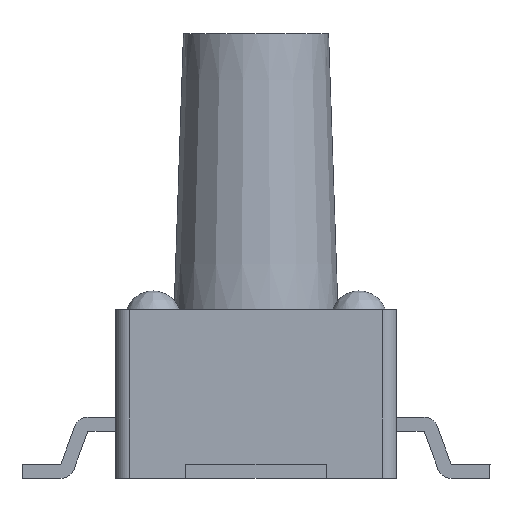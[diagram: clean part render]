
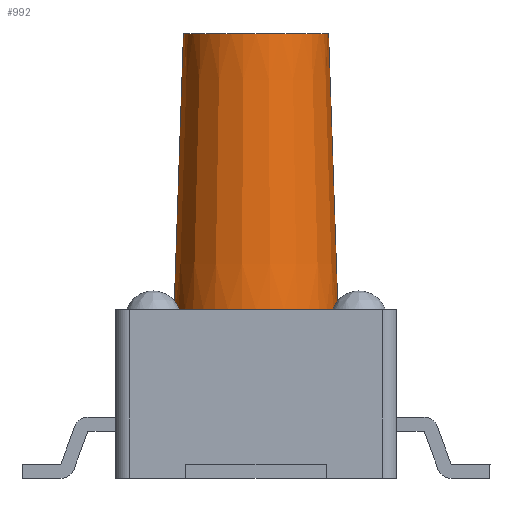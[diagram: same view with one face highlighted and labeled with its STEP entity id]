
A CAD part, left-side view. The second image highlights one B-rep face of the part: STEP entity #992.
In plain terms, the highlighted conical face has half-angle 1.941 degrees and reference radius 1.55 mm.
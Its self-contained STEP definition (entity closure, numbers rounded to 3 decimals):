
#63 = ORIENTED_EDGE ( 'NONE', *, *, #2317, .F. ) ;
#70 = DIRECTION ( 'NONE',  ( 0., -0.034, -0.999 ) ) ;
#84 = CIRCLE ( 'NONE', #484, 1.75 ) ;
#134 = CARTESIAN_POINT ( 'NONE',  ( 0., 1.75, 0. ) ) ;
#190 = AXIS2_PLACEMENT_3D ( 'NONE', #2728, #837, #414 ) ;
#272 = CARTESIAN_POINT ( 'NONE',  ( 0., 0., 5.9 ) ) ;
#381 = CARTESIAN_POINT ( 'NONE',  ( 0., 0., 0. ) ) ;
#414 = DIRECTION ( 'NONE',  ( 0., 1., 0. ) ) ;
#484 = AXIS2_PLACEMENT_3D ( 'NONE', #381, #2190, #1265 ) ;
#503 = FACE_OUTER_BOUND ( 'NONE', #2730, .T. ) ;
#508 = CARTESIAN_POINT ( 'NONE',  ( 0., 1.55, 5.9 ) ) ;
#539 = AXIS2_PLACEMENT_3D ( 'NONE', #272, #1411, #2791 ) ;
#540 = EDGE_CURVE ( 'NONE', #648, #2656, #976, .T. ) ;
#552 = ORIENTED_EDGE ( 'NONE', *, *, #1981, .T. ) ;
#611 = ORIENTED_EDGE ( 'NONE', *, *, #2462, .F. ) ;
#648 = VERTEX_POINT ( 'NONE', #2202 ) ;
#837 = DIRECTION ( 'NONE',  ( 0., 0., 1. ) ) ;
#976 = LINE ( 'NONE', #1402, #1443 ) ;
#992 = ADVANCED_FACE ( 'NONE', ( #503 ), #1598, .T. ) ;
#1265 = DIRECTION ( 'NONE',  ( 0., 1., 0. ) ) ;
#1402 = CARTESIAN_POINT ( 'NONE',  ( 0., -1.55, 5.9 ) ) ;
#1411 = DIRECTION ( 'NONE',  ( 0., 0., -1. ) ) ;
#1443 = VECTOR ( 'NONE', #70, 1000. ) ;
#1479 = CIRCLE ( 'NONE', #190, 1.55 ) ;
#1556 = VERTEX_POINT ( 'NONE', #508 ) ;
#1598 = CONICAL_SURFACE ( 'NONE', #539, 1.55, 0.034 ) ;
#1744 = DIRECTION ( 'NONE',  ( 0., 0.034, -0.999 ) ) ;
#1981 = EDGE_CURVE ( 'NONE', #1556, #2663, #2438, .T. ) ;
#2150 = VECTOR ( 'NONE', #1744, 1000. ) ;
#2169 = CARTESIAN_POINT ( 'NONE',  ( 0., 1.55, 5.9 ) ) ;
#2190 = DIRECTION ( 'NONE',  ( 0., 0., -1. ) ) ;
#2202 = CARTESIAN_POINT ( 'NONE',  ( 0., -1.55, 5.9 ) ) ;
#2317 = EDGE_CURVE ( 'NONE', #2656, #2663, #84, .T. ) ;
#2426 = ORIENTED_EDGE ( 'NONE', *, *, #540, .F. ) ;
#2438 = LINE ( 'NONE', #2169, #2150 ) ;
#2462 = EDGE_CURVE ( 'NONE', #1556, #648, #1479, .T. ) ;
#2647 = CARTESIAN_POINT ( 'NONE',  ( 0., -1.75, 0. ) ) ;
#2656 = VERTEX_POINT ( 'NONE', #2647 ) ;
#2663 = VERTEX_POINT ( 'NONE', #134 ) ;
#2728 = CARTESIAN_POINT ( 'NONE',  ( 0., 0., 5.9 ) ) ;
#2730 = EDGE_LOOP ( 'NONE', ( #2426, #611, #552, #63 ) ) ;
#2791 = DIRECTION ( 'NONE',  ( 0., 1., 0. ) ) ;
